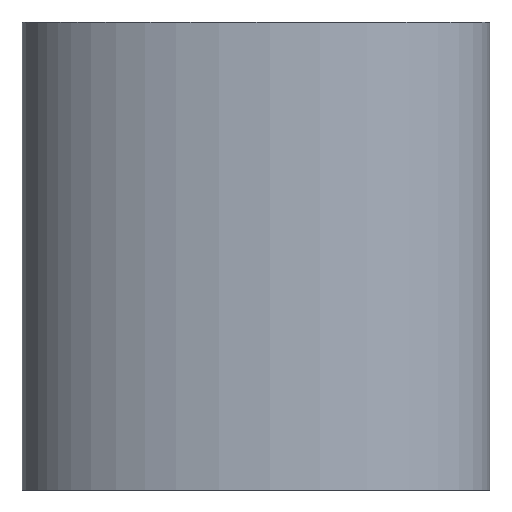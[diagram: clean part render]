
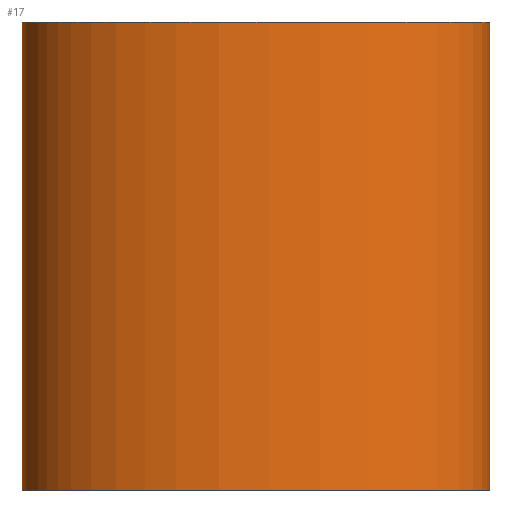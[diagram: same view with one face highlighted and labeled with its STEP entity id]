
A CAD part, front view. The second image highlights one B-rep face of the part: STEP entity #17.
In plain terms, the highlighted face is a extrusion surface.
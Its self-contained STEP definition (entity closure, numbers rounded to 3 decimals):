
#17 = ADVANCED_FACE('',(#18),#32,.F.);
#18 = FACE_BOUND('',#19,.F.);
#19 = EDGE_LOOP('',(#20,#53,#80,#81));
#20 = ORIENTED_EDGE('',*,*,#21,.T.);
#21 = EDGE_CURVE('',#22,#24,#26,.T.);
#22 = VERTEX_POINT('',#23);
#23 = CARTESIAN_POINT('',(5.,0.,0.));
#24 = VERTEX_POINT('',#25);
#25 = CARTESIAN_POINT('',(5.,0.,10.));
#26 = SEAM_CURVE('',#27,(#31,#46),.PCURVE_S1.);
#27 = LINE('',#28,#29);
#28 = CARTESIAN_POINT('',(5.,0.,0.));
#29 = VECTOR('',#30,1.);
#30 = DIRECTION('',(0.,0.,1.));
#31 = PCURVE('',#32,#40);
#32 = SURFACE_OF_LINEAR_EXTRUSION('',#33,#38);
#33 = ELLIPSE('',#34,5.,3.);
#34 = AXIS2_PLACEMENT_3D('',#35,#36,#37);
#35 = CARTESIAN_POINT('',(0.,0.,0.));
#36 = DIRECTION('',(0.,0.,1.));
#37 = DIRECTION('',(1.,0.,0.));
#38 = VECTOR('',#39,1.);
#39 = DIRECTION('',(-0.,-0.,-1.));
#40 = DEFINITIONAL_REPRESENTATION('',(#41),#45);
#41 = LINE('',#42,#43);
#42 = CARTESIAN_POINT('',(0.,0.));
#43 = VECTOR('',#44,1.);
#44 = DIRECTION('',(0.,-1.));
#45 = ( GEOMETRIC_REPRESENTATION_CONTEXT(2) 
PARAMETRIC_REPRESENTATION_CONTEXT() REPRESENTATION_CONTEXT('2D SPACE',''
  ) );
#46 = PCURVE('',#32,#47);
#47 = DEFINITIONAL_REPRESENTATION('',(#48),#52);
#48 = LINE('',#49,#50);
#49 = CARTESIAN_POINT('',(6.283,0.));
#50 = VECTOR('',#51,1.);
#51 = DIRECTION('',(0.,-1.));
#52 = ( GEOMETRIC_REPRESENTATION_CONTEXT(2) 
PARAMETRIC_REPRESENTATION_CONTEXT() REPRESENTATION_CONTEXT('2D SPACE',''
  ) );
#53 = ORIENTED_EDGE('',*,*,#54,.T.);
#54 = EDGE_CURVE('',#24,#24,#55,.T.);
#55 = SURFACE_CURVE('',#56,(#61,#68),.PCURVE_S1.);
#56 = ELLIPSE('',#57,5.,3.);
#57 = AXIS2_PLACEMENT_3D('',#58,#59,#60);
#58 = CARTESIAN_POINT('',(0.,0.,10.));
#59 = DIRECTION('',(0.,0.,1.));
#60 = DIRECTION('',(1.,0.,0.));
#61 = PCURVE('',#32,#62);
#62 = DEFINITIONAL_REPRESENTATION('',(#63),#67);
#63 = LINE('',#64,#65);
#64 = CARTESIAN_POINT('',(0.,-10.));
#65 = VECTOR('',#66,1.);
#66 = DIRECTION('',(1.,0.));
#67 = ( GEOMETRIC_REPRESENTATION_CONTEXT(2) 
PARAMETRIC_REPRESENTATION_CONTEXT() REPRESENTATION_CONTEXT('2D SPACE',''
  ) );
#68 = PCURVE('',#69,#74);
#69 = PLANE('',#70);
#70 = AXIS2_PLACEMENT_3D('',#71,#72,#73);
#71 = CARTESIAN_POINT('',(0.325,0.,10.));
#72 = DIRECTION('',(0.,0.,1.));
#73 = DIRECTION('',(1.,0.,0.));
#74 = DEFINITIONAL_REPRESENTATION('',(#75),#79);
#75 = ELLIPSE('',#76,5.,3.);
#76 = AXIS2_PLACEMENT_2D('',#77,#78);
#77 = CARTESIAN_POINT('',(-0.325,0.));
#78 = DIRECTION('',(1.,0.));
#79 = ( GEOMETRIC_REPRESENTATION_CONTEXT(2) 
PARAMETRIC_REPRESENTATION_CONTEXT() REPRESENTATION_CONTEXT('2D SPACE',''
  ) );
#80 = ORIENTED_EDGE('',*,*,#21,.F.);
#81 = ORIENTED_EDGE('',*,*,#82,.F.);
#82 = EDGE_CURVE('',#22,#22,#83,.T.);
#83 = SURFACE_CURVE('',#84,(#89,#96),.PCURVE_S1.);
#84 = ELLIPSE('',#85,5.,3.);
#85 = AXIS2_PLACEMENT_3D('',#86,#87,#88);
#86 = CARTESIAN_POINT('',(0.,0.,0.));
#87 = DIRECTION('',(0.,0.,1.));
#88 = DIRECTION('',(1.,0.,0.));
#89 = PCURVE('',#32,#90);
#90 = DEFINITIONAL_REPRESENTATION('',(#91),#95);
#91 = LINE('',#92,#93);
#92 = CARTESIAN_POINT('',(0.,0.));
#93 = VECTOR('',#94,1.);
#94 = DIRECTION('',(1.,0.));
#95 = ( GEOMETRIC_REPRESENTATION_CONTEXT(2) 
PARAMETRIC_REPRESENTATION_CONTEXT() REPRESENTATION_CONTEXT('2D SPACE',''
  ) );
#96 = PCURVE('',#97,#102);
#97 = PLANE('',#98);
#98 = AXIS2_PLACEMENT_3D('',#99,#100,#101);
#99 = CARTESIAN_POINT('',(0.325,0.,0.));
#100 = DIRECTION('',(0.,0.,1.));
#101 = DIRECTION('',(1.,0.,0.));
#102 = DEFINITIONAL_REPRESENTATION('',(#103),#107);
#103 = ELLIPSE('',#104,5.,3.);
#104 = AXIS2_PLACEMENT_2D('',#105,#106);
#105 = CARTESIAN_POINT('',(-0.325,0.));
#106 = DIRECTION('',(1.,0.));
#107 = ( GEOMETRIC_REPRESENTATION_CONTEXT(2) 
PARAMETRIC_REPRESENTATION_CONTEXT() REPRESENTATION_CONTEXT('2D SPACE',''
  ) );
